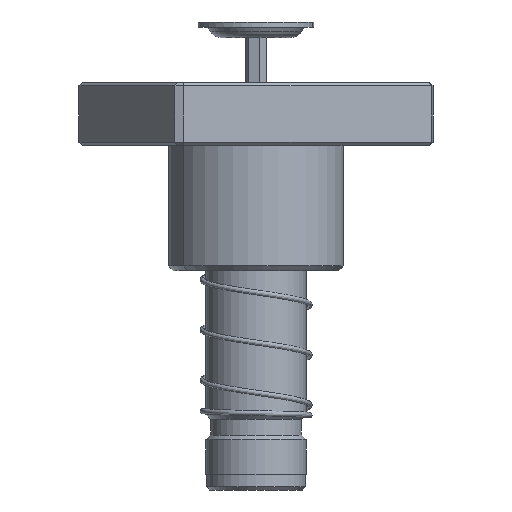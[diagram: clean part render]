
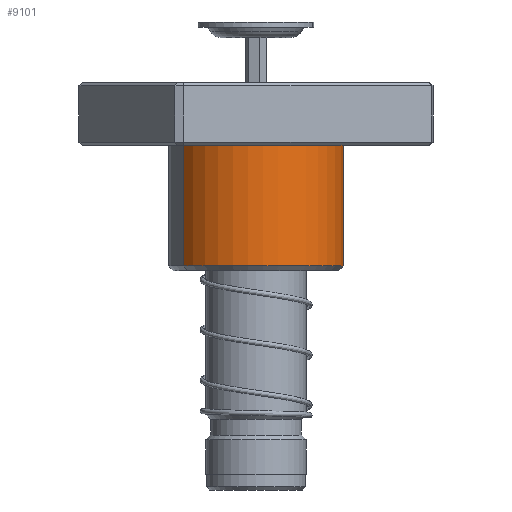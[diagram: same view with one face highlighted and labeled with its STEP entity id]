
A CAD part, front view. The second image highlights one B-rep face of the part: STEP entity #9101.
In plain terms, the highlighted cylindrical face has radius 28 mm (diameter 56 mm), a partial arc.
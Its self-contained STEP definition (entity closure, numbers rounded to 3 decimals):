
#1273 = EDGE_CURVE ( 'NONE', #30508, #16808, #35121, .T. ) ;
#1741 = ORIENTED_EDGE ( 'NONE', *, *, #1273, .T. ) ;
#1814 = DIRECTION ( 'NONE',  ( 0., 0., 1. ) ) ;
#2212 = EDGE_CURVE ( 'NONE', #29248, #30508, #27363, .T. ) ;
#3059 = CARTESIAN_POINT ( 'NONE',  ( -28., 0., 20. ) ) ;
#3598 = EDGE_CURVE ( 'NONE', #16808, #34818, #6617, .T. ) ;
#4219 = VECTOR ( 'NONE', #18046, 1000. ) ;
#4292 = VECTOR ( 'NONE', #19902, 1000. ) ;
#4590 = DIRECTION ( 'NONE',  ( 0., 0., -1. ) ) ;
#6617 = CIRCLE ( 'NONE', #23264, 28. ) ;
#8183 = ORIENTED_EDGE ( 'NONE', *, *, #2212, .T. ) ;
#8407 = EDGE_LOOP ( 'NONE', ( #25920, #31307, #8183, #1741, #9923 ) ) ;
#9101 = ADVANCED_FACE ( 'NONE', ( #15652 ), #14377, .T. ) ;
#9734 = CARTESIAN_POINT ( 'NONE',  ( 28., 0., 58.5 ) ) ;
#9923 = ORIENTED_EDGE ( 'NONE', *, *, #3598, .T. ) ;
#10294 = AXIS2_PLACEMENT_3D ( 'NONE', #21244, #4590, #29205 ) ;
#10635 = CARTESIAN_POINT ( 'NONE',  ( 0., 0., 20. ) ) ;
#12692 = CARTESIAN_POINT ( 'NONE',  ( 28., 0., 60. ) ) ;
#13986 = AXIS2_PLACEMENT_3D ( 'NONE', #10635, #29748, #27120 ) ;
#14377 = CYLINDRICAL_SURFACE ( 'NONE', #10294, 28. ) ;
#15652 = FACE_OUTER_BOUND ( 'NONE', #8407, .T. ) ;
#16808 = VERTEX_POINT ( 'NONE', #18425 ) ;
#17195 = CIRCLE ( 'NONE', #22233, 28. ) ;
#17277 = CARTESIAN_POINT ( 'NONE',  ( -28., 0., 58.5 ) ) ;
#17371 = DIRECTION ( 'NONE',  ( 0., 0., -1. ) ) ;
#18046 = DIRECTION ( 'NONE',  ( 0., 0., -1. ) ) ;
#18263 = EDGE_CURVE ( 'NONE', #32122, #29248, #17195, .T. ) ;
#18425 = CARTESIAN_POINT ( 'NONE',  ( 0., -28., 20. ) ) ;
#19902 = DIRECTION ( 'NONE',  ( 0., 0., -1. ) ) ;
#20404 = CARTESIAN_POINT ( 'NONE',  ( 0., 0., 58.5 ) ) ;
#21244 = CARTESIAN_POINT ( 'NONE',  ( 0., 0., 60. ) ) ;
#22233 = AXIS2_PLACEMENT_3D ( 'NONE', #20404, #17371, #28364 ) ;
#22502 = CARTESIAN_POINT ( 'NONE',  ( 28., 0., 20. ) ) ;
#22762 = CARTESIAN_POINT ( 'NONE',  ( -28., 0., 60. ) ) ;
#23264 = AXIS2_PLACEMENT_3D ( 'NONE', #26695, #1814, #35005 ) ;
#25920 = ORIENTED_EDGE ( 'NONE', *, *, #30173, .F. ) ;
#26695 = CARTESIAN_POINT ( 'NONE',  ( 0., 0., 20. ) ) ;
#27120 = DIRECTION ( 'NONE',  ( 1., 0., 0. ) ) ;
#27363 = LINE ( 'NONE', #22762, #4292 ) ;
#28364 = DIRECTION ( 'NONE',  ( 1., 0., 0. ) ) ;
#29205 = DIRECTION ( 'NONE',  ( -1., 0., 0. ) ) ;
#29248 = VERTEX_POINT ( 'NONE', #17277 ) ;
#29748 = DIRECTION ( 'NONE',  ( 0., 0., 1. ) ) ;
#30173 = EDGE_CURVE ( 'NONE', #32122, #34818, #32856, .T. ) ;
#30508 = VERTEX_POINT ( 'NONE', #3059 ) ;
#31307 = ORIENTED_EDGE ( 'NONE', *, *, #18263, .T. ) ;
#32122 = VERTEX_POINT ( 'NONE', #9734 ) ;
#32856 = LINE ( 'NONE', #12692, #4219 ) ;
#34818 = VERTEX_POINT ( 'NONE', #22502 ) ;
#35005 = DIRECTION ( 'NONE',  ( 1., 0., 0. ) ) ;
#35121 = CIRCLE ( 'NONE', #13986, 28. ) ;
